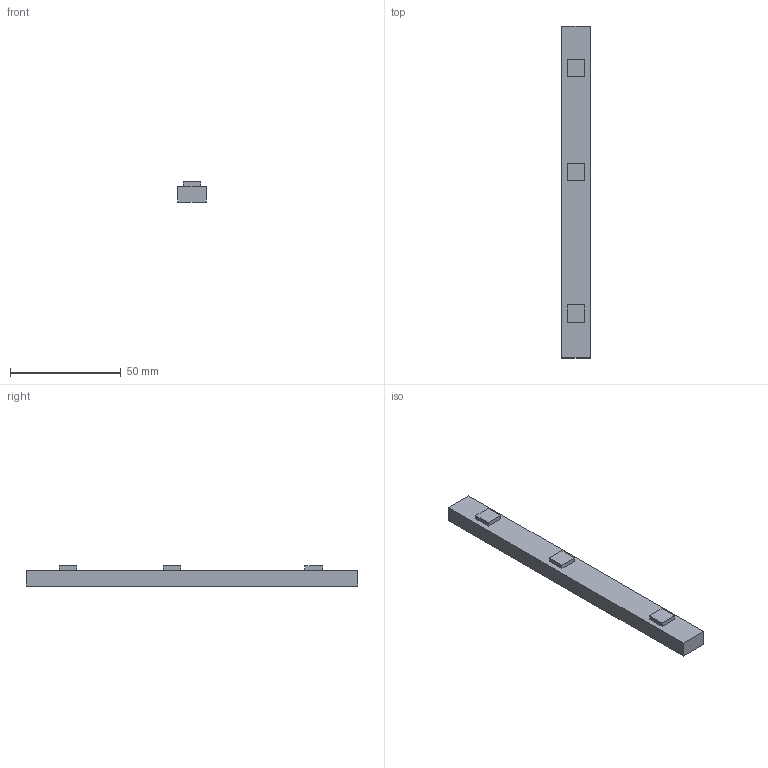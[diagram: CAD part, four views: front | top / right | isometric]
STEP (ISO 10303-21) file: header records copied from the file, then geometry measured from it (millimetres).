
FILE_DESCRIPTION(/* description */ ('This is a sample STEP configuration'),/* implementation_level */ '2;1');
FILE_NAME(/* name */ '708-003012xxxxxx SIMPLE.ipt_Rev_00.stp',/* time_stamp */ '2023-08-08T09:49:45+02:00',/* author */ ('powerJobs'),/* organization */ ('coolOrange'),/* preprocessor_version */ 'ST-DEVELOPER v19.2',/* originating_system */ 'Autodesk Inventor 2023',/* authorisation */ '');
FILE_SCHEMA (('AUTOMOTIVE_DESIGN { 1 0 10303 214 3 1 1 }'));
Length unit declared in the file: millimetre
Products named in the file (1): ENG000030569
Bounding box: 13 x 150 x 9.1 mm (x, y, z)
Volume: 11004.8 mm3; surface area: 8197.6 mm2
Topology: 1 solids, 1 shells, 191 faces, 456 edges, 304 vertices
Faces by surface type: plane 191
Entity records: 5453 total; most frequent: CARTESIAN_POINT 952, ORIENTED_EDGE 912, DIRECTION 840, LINE 456, VECTOR 456, EDGE_CURVE 456, VERTEX_POINT 304, EDGE_LOOP 228
